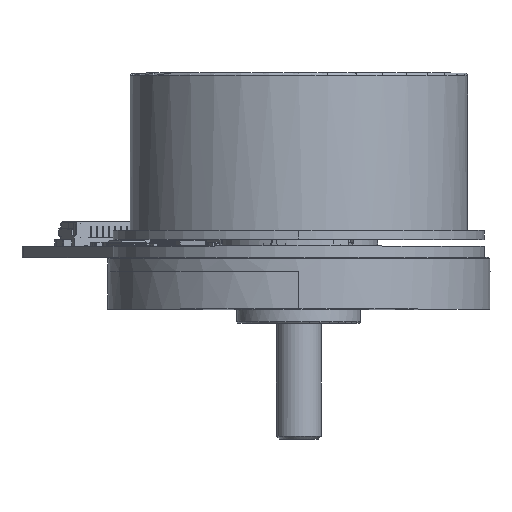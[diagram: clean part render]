
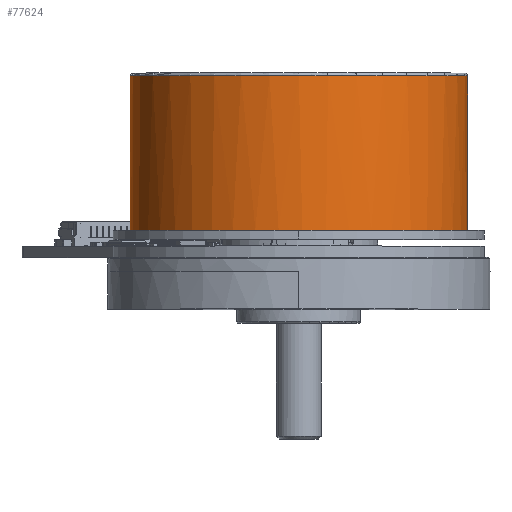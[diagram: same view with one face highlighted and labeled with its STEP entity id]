
A CAD part, top view. The second image highlights one B-rep face of the part: STEP entity #77624.
In plain terms, the highlighted free-form (B-spline) face has degree [3, 1] with [27, 2] control points.
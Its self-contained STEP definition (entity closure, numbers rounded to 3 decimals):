
#589=B_SPLINE_CURVE_WITH_KNOTS('',3,(#112944,#112945,#112946,#112947,#112948,
#112949,#112950,#112951,#112952,#112953,#112954,#112955,#112956,#112957,
#112958,#112959,#112960,#112961,#112962,#112963,#112964,#112965,#112966,
#112967,#112968,#112969,#112970),.UNSPECIFIED.,.F.,.F.,(4,1,1,1,1,1,1,1,
1,1,1,1,1,1,1,1,1,1,1,1,1,1,1,1,4),(0.,0.221,
0.63,1.04,1.45,1.859,2.269,
2.678,3.088,3.498,3.907,4.317,
4.727,5.136,5.546,5.956,6.365,
6.775,7.185,7.594,8.004,8.414,
8.823,9.233,9.453),.UNSPECIFIED.);
#1337=B_SPLINE_SURFACE_WITH_KNOTS('',3,1,((#112888,#112889),(#112890,#112891),
(#112892,#112893),(#112894,#112895),(#112896,#112897),(#112898,#112899),
(#112900,#112901),(#112902,#112903),(#112904,#112905),(#112906,#112907),
(#112908,#112909),(#112910,#112911),(#112912,#112913),(#112914,#112915),
(#112916,#112917),(#112918,#112919),(#112920,#112921),(#112922,#112923),
(#112924,#112925),(#112926,#112927),(#112928,#112929),(#112930,#112931),
(#112932,#112933),(#112934,#112935),(#112936,#112937),(#112938,#112939),
(#112940,#112941)),.UNSPECIFIED.,.F.,.F.,.F.,(4,1,1,1,1,1,1,1,1,1,1,1,1,
1,1,1,1,1,1,1,1,1,1,1,4),(2,2),(-0.063,0.073,0.209,
0.346,0.482,0.618,0.754,0.89,
1.026,1.162,1.299,1.435,1.571,
1.707,1.843,1.979,2.115,2.251,
2.388,2.524,2.66,2.796,2.932,
3.068,3.204),(0.,4.118),.UNSPECIFIED.);
#3076=LINE('',#112971,#13334);
#3077=LINE('',#112972,#13335);
#13334=VECTOR('',#87414,27.5);
#13335=VECTOR('',#87415,27.5);
#26325=FACE_OUTER_BOUND('',#30525,.T.);
#30525=EDGE_LOOP('',(#56627,#56628,#56629,#56630));
#34436=CIRCLE('',#81754,30.);
#35895=VERTEX_POINT('',#112883);
#35896=VERTEX_POINT('',#112885);
#35897=VERTEX_POINT('',#112942);
#35898=VERTEX_POINT('',#112943);
#43831=EDGE_CURVE('',#35896,#35895,#34436,.T.);
#43833=EDGE_CURVE('',#35897,#35898,#589,.T.);
#43834=EDGE_CURVE('',#35896,#35897,#3076,.T.);
#43835=EDGE_CURVE('',#35898,#35895,#3077,.T.);
#56627=ORIENTED_EDGE('',*,*,#43833,.F.);
#56628=ORIENTED_EDGE('',*,*,#43834,.F.);
#56629=ORIENTED_EDGE('',*,*,#43831,.T.);
#56630=ORIENTED_EDGE('',*,*,#43835,.F.);
#77624=ADVANCED_FACE('',(#26325),#1337,.T.);
#81754=AXIS2_PLACEMENT_3D('',#112886,#87410,#87411);
#87410=DIRECTION('center_axis',(0.,-1.,0.));
#87411=DIRECTION('ref_axis',(-1.,0.,0.));
#87414=DIRECTION('',(0.,-1.,0.));
#87415=DIRECTION('',(0.,1.,0.));
#112883=CARTESIAN_POINT('',(-30.,39.5,0.));
#112885=CARTESIAN_POINT('',(30.,39.5,0.));
#112886=CARTESIAN_POINT('Origin',(0.,39.5,0.));
#112888=CARTESIAN_POINT('Ctrl Pts',(-29.941,11.45,-1.884));
#112889=CARTESIAN_POINT('Ctrl Pts',(-29.941,52.634,-1.884));
#112890=CARTESIAN_POINT('Ctrl Pts',(-30.026,11.45,-0.525));
#112891=CARTESIAN_POINT('Ctrl Pts',(-30.026,52.634,-0.525));
#112892=CARTESIAN_POINT('Ctrl Pts',(-30.012,11.45,2.204));
#112893=CARTESIAN_POINT('Ctrl Pts',(-30.012,52.634,2.204));
#112894=CARTESIAN_POINT('Ctrl Pts',(-29.435,11.45,6.257));
#112895=CARTESIAN_POINT('Ctrl Pts',(-29.435,52.634,6.257));
#112896=CARTESIAN_POINT('Ctrl Pts',(-28.314,11.45,10.194));
#112897=CARTESIAN_POINT('Ctrl Pts',(-28.314,52.634,10.194));
#112898=CARTESIAN_POINT('Ctrl Pts',(-26.668,11.45,13.942));
#112899=CARTESIAN_POINT('Ctrl Pts',(-26.668,52.634,13.942));
#112900=CARTESIAN_POINT('Ctrl Pts',(-24.529,11.45,17.432));
#112901=CARTESIAN_POINT('Ctrl Pts',(-24.529,52.634,17.432));
#112902=CARTESIAN_POINT('Ctrl Pts',(-21.937,11.45,20.6));
#112903=CARTESIAN_POINT('Ctrl Pts',(-21.937,52.634,20.6));
#112904=CARTESIAN_POINT('Ctrl Pts',(-18.938,11.45,23.387));
#112905=CARTESIAN_POINT('Ctrl Pts',(-18.938,52.634,23.387));
#112906=CARTESIAN_POINT('Ctrl Pts',(-15.589,11.45,25.74));
#112907=CARTESIAN_POINT('Ctrl Pts',(-15.589,52.634,25.74));
#112908=CARTESIAN_POINT('Ctrl Pts',(-11.951,11.45,27.618));
#112909=CARTESIAN_POINT('Ctrl Pts',(-11.951,52.634,27.618));
#112910=CARTESIAN_POINT('Ctrl Pts',(-8.093,11.45,28.984));
#112911=CARTESIAN_POINT('Ctrl Pts',(-8.093,52.634,28.984));
#112912=CARTESIAN_POINT('Ctrl Pts',(-4.084,11.45,29.814));
#112913=CARTESIAN_POINT('Ctrl Pts',(-4.084,52.634,29.814));
#112914=CARTESIAN_POINT('Ctrl Pts',(0.,11.45,30.093));
#112915=CARTESIAN_POINT('Ctrl Pts',(0.,52.634,30.093));
#112916=CARTESIAN_POINT('Ctrl Pts',(4.084,11.45,29.814));
#112917=CARTESIAN_POINT('Ctrl Pts',(4.084,52.634,29.814));
#112918=CARTESIAN_POINT('Ctrl Pts',(8.093,11.45,28.984));
#112919=CARTESIAN_POINT('Ctrl Pts',(8.093,52.634,28.984));
#112920=CARTESIAN_POINT('Ctrl Pts',(11.951,11.45,27.618));
#112921=CARTESIAN_POINT('Ctrl Pts',(11.951,52.634,27.618));
#112922=CARTESIAN_POINT('Ctrl Pts',(15.589,11.45,25.74));
#112923=CARTESIAN_POINT('Ctrl Pts',(15.589,52.634,25.74));
#112924=CARTESIAN_POINT('Ctrl Pts',(18.938,11.45,23.387));
#112925=CARTESIAN_POINT('Ctrl Pts',(18.938,52.634,23.387));
#112926=CARTESIAN_POINT('Ctrl Pts',(21.937,11.45,20.6));
#112927=CARTESIAN_POINT('Ctrl Pts',(21.937,52.634,20.6));
#112928=CARTESIAN_POINT('Ctrl Pts',(24.529,11.45,17.432));
#112929=CARTESIAN_POINT('Ctrl Pts',(24.529,52.634,17.432));
#112930=CARTESIAN_POINT('Ctrl Pts',(26.668,11.45,13.942));
#112931=CARTESIAN_POINT('Ctrl Pts',(26.668,52.634,13.942));
#112932=CARTESIAN_POINT('Ctrl Pts',(28.314,11.45,10.194));
#112933=CARTESIAN_POINT('Ctrl Pts',(28.314,52.634,10.194));
#112934=CARTESIAN_POINT('Ctrl Pts',(29.435,11.45,6.257));
#112935=CARTESIAN_POINT('Ctrl Pts',(29.435,52.634,6.257));
#112936=CARTESIAN_POINT('Ctrl Pts',(30.012,11.45,2.204));
#112937=CARTESIAN_POINT('Ctrl Pts',(30.012,52.634,2.204));
#112938=CARTESIAN_POINT('Ctrl Pts',(30.026,11.45,-0.525));
#112939=CARTESIAN_POINT('Ctrl Pts',(30.026,52.634,-0.525));
#112940=CARTESIAN_POINT('Ctrl Pts',(29.941,11.45,-1.884));
#112941=CARTESIAN_POINT('Ctrl Pts',(29.941,52.634,-1.884));
#112942=CARTESIAN_POINT('',(30.,12.,0.));
#112943=CARTESIAN_POINT('',(-30.,12.,0.));
#112944=CARTESIAN_POINT('Ctrl Pts',(30.,12.,0.));
#112945=CARTESIAN_POINT('Ctrl Pts',(30.,12.,0.733));
#112946=CARTESIAN_POINT('Ctrl Pts',(29.923,12.,2.827));
#112947=CARTESIAN_POINT('Ctrl Pts',(29.435,12.,6.257));
#112948=CARTESIAN_POINT('Ctrl Pts',(28.314,12.,10.194));
#112949=CARTESIAN_POINT('Ctrl Pts',(26.668,12.,13.942));
#112950=CARTESIAN_POINT('Ctrl Pts',(24.529,12.,17.432));
#112951=CARTESIAN_POINT('Ctrl Pts',(21.937,12.,20.6));
#112952=CARTESIAN_POINT('Ctrl Pts',(18.938,12.,23.387));
#112953=CARTESIAN_POINT('Ctrl Pts',(15.589,12.,25.74));
#112954=CARTESIAN_POINT('Ctrl Pts',(11.951,12.,27.618));
#112955=CARTESIAN_POINT('Ctrl Pts',(8.093,12.,28.984));
#112956=CARTESIAN_POINT('Ctrl Pts',(4.084,12.,29.814));
#112957=CARTESIAN_POINT('Ctrl Pts',(0.,12.,30.093));
#112958=CARTESIAN_POINT('Ctrl Pts',(-4.084,12.,29.814));
#112959=CARTESIAN_POINT('Ctrl Pts',(-8.093,12.,28.984));
#112960=CARTESIAN_POINT('Ctrl Pts',(-11.951,12.,27.618));
#112961=CARTESIAN_POINT('Ctrl Pts',(-15.589,12.,25.74));
#112962=CARTESIAN_POINT('Ctrl Pts',(-18.938,12.,23.387));
#112963=CARTESIAN_POINT('Ctrl Pts',(-21.937,12.,20.6));
#112964=CARTESIAN_POINT('Ctrl Pts',(-24.529,12.,17.432));
#112965=CARTESIAN_POINT('Ctrl Pts',(-26.668,12.,13.942));
#112966=CARTESIAN_POINT('Ctrl Pts',(-28.314,12.,10.194));
#112967=CARTESIAN_POINT('Ctrl Pts',(-29.435,12.,6.257));
#112968=CARTESIAN_POINT('Ctrl Pts',(-29.923,12.,2.827));
#112969=CARTESIAN_POINT('Ctrl Pts',(-30.,12.,0.733));
#112970=CARTESIAN_POINT('Ctrl Pts',(-30.,12.,0.));
#112971=CARTESIAN_POINT('',(30.,39.5,0.));
#112972=CARTESIAN_POINT('',(-30.,12.,0.));
